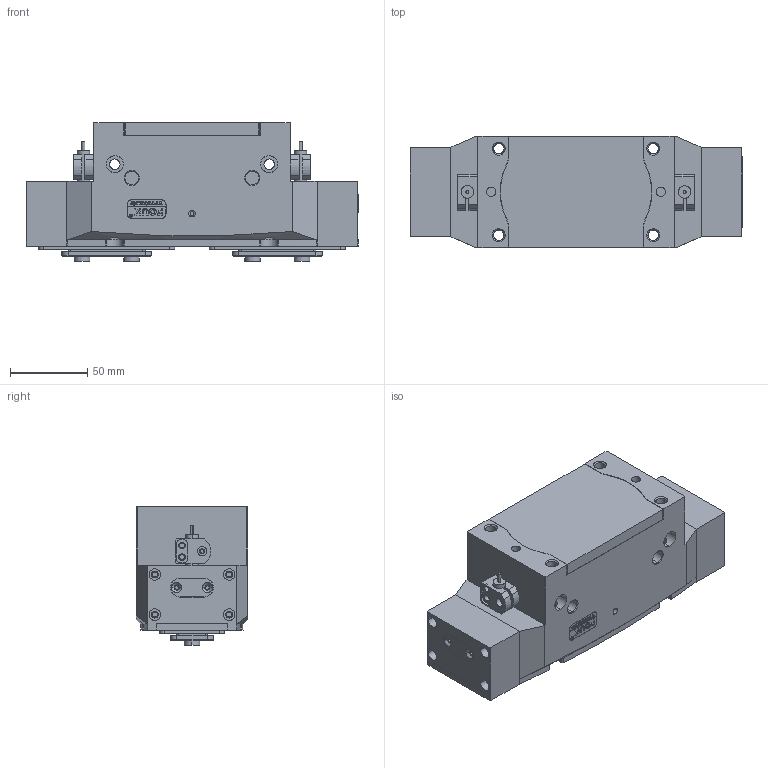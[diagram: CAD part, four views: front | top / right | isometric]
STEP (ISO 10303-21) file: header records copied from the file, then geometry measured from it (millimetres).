
FILE_DESCRIPTION (( 'STEP AP203' ), '1' );
FILE_NAME ('TR73-162-S-P.STEP', '2024-11-19T03:18:48', ( 'USER-' ), ( 'Microsoft' ), 'SwSTEP 2.0', 'SolidWorks 2018', '' );
FILE_SCHEMA (( 'CONFIG_CONTROL_DESIGN' ));
Length unit declared in the file: millimetre
Products named in the file (24): TR73-162-P杅耀.sldasm-Part-21; 埴翐芛_GB_FASTENER_SCREWS_HSHCS M2X8-N; TR73 -162 菁裔啣; 揤輸蚾饜极; TR73-162-P杅耀.sldasm-Part-3; TR73-162-P杅耀.sldasm-Part-15; TR73-162-P杅耀.sldasm-Part-1; TR73-162-P杅耀.sldasm-Part-20; TR73-162-P杅耀.sldasm-Part-13; TR73-162-P杅耀.sldasm-Part-19; TR73-162-P杅耀.sldasm-Part-5; 25x12-R3; TR73-162-P杅耀.sldasm-Part-22; TR73-162-P杅耀.sldasm-Part-16; TR73-162-P杅耀.sldasm-Part-24; TR73-162-P杅耀.sldasm-Part-8; 揤輸杅耀.sldasm-Part-9; TR73-162-P杅耀.sldasm-Part-40; TR73-162-P杅耀.sldasm-Part-10; TR73-162-P杅耀.sldasm-Part-11; TR73-162-S 賑輸; TR73-162-P杅耀.sldasm-Part-9; TR73-162-P杅耀.sldasm-Part-2; TR73-162-S-P
Assembly tree (27 placements, depth 3):
  TR73-162-S-P
    TR73-162-P杅耀.sldasm-Part-1  x2
    TR73-162-P杅耀.sldasm-Part-2
    TR73-162-P杅耀.sldasm-Part-3
    TR73-162-P杅耀.sldasm-Part-5
    TR73-162-P杅耀.sldasm-Part-8
    TR73-162-P杅耀.sldasm-Part-9
    TR73-162-P杅耀.sldasm-Part-10
    TR73-162-P杅耀.sldasm-Part-11
    TR73-162-P杅耀.sldasm-Part-13
    TR73-162-P杅耀.sldasm-Part-15
    TR73-162-P杅耀.sldasm-Part-16
    TR73-162-P杅耀.sldasm-Part-19
    TR73-162-P杅耀.sldasm-Part-20
    TR73-162-P杅耀.sldasm-Part-21
    TR73-162-P杅耀.sldasm-Part-22
    TR73-162-P杅耀.sldasm-Part-24
    TR73-162-S 賑輸  x2
    TR73-162-P杅耀.sldasm-Part-40
    TR73 -162 菁裔啣
    揤輸蚾饜极  x2
      揤輸杅耀.sldasm-Part-9
      埴翐芛_GB_FASTENER_SCREWS_HSHCS M2X8-N
    25x12-R3
Bounding box: 215 x 72 x 90 mm (x, y, z)
Volume: 883136.4 mm3; surface area: 206398.8 mm2
Topology: 28 solids, 49 shells, 1670 faces, 4237 edges, 2693 vertices
Faces by surface type: plane 776, cylinder 481, cone 250, bspline 155, torus 8
Entity records: 50695 total; most frequent: CARTESIAN_POINT 14110, ORIENTED_EDGE 7114, DIRECTION 6801, EDGE_CURVE 3557, AXIS2_PLACEMENT_3D 2313, VERTEX_POINT 2300, VECTOR 2175, LINE 2175
